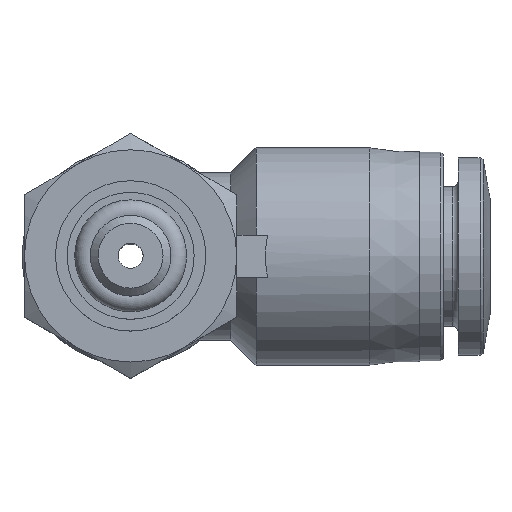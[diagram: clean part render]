
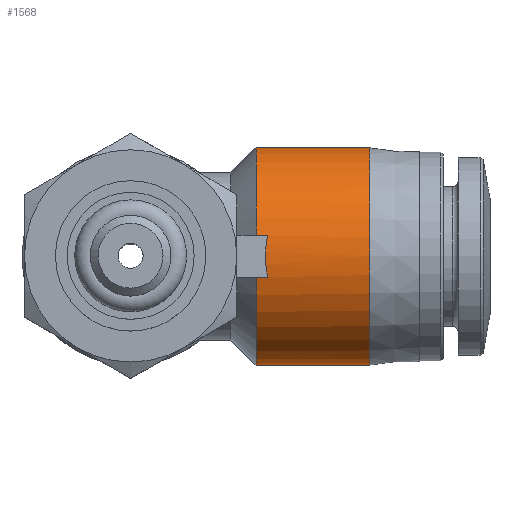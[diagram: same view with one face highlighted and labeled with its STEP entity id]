
A CAD part, top view. The second image highlights one B-rep face of the part: STEP entity #1568.
In plain terms, the highlighted cylindrical face has radius 6.5 mm (diameter 13 mm), a full revolution.
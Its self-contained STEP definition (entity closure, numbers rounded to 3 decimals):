
#56=LINE('',#2271,#80);
#62=LINE('',#2288,#86);
#66=LINE('',#2311,#90);
#68=LINE('',#2320,#92);
#80=VECTOR('',#1830,1000.);
#86=VECTOR('',#1838,1000.);
#90=VECTOR('',#1844,1000.);
#92=VECTOR('',#1848,1000.);
#109=ELLIPSE('',#1694,9.192,6.5);
#110=ELLIPSE('',#1696,9.192,6.5);
#124=CYLINDRICAL_SURFACE('',#1703,6.5);
#174=CIRCLE('',#1702,6.5);
#175=CIRCLE('',#1704,6.5);
#176=CIRCLE('',#1705,6.5);
#367=ORIENTED_EDGE('',*,*,#559,.F.);
#368=ORIENTED_EDGE('',*,*,#554,.T.);
#369=ORIENTED_EDGE('',*,*,#508,.T.);
#370=ORIENTED_EDGE('',*,*,#558,.T.);
#371=ORIENTED_EDGE('',*,*,#515,.T.);
#372=ORIENTED_EDGE('',*,*,#555,.T.);
#373=ORIENTED_EDGE('',*,*,#525,.F.);
#374=ORIENTED_EDGE('',*,*,#560,.T.);
#375=ORIENTED_EDGE('',*,*,#522,.F.);
#508=EDGE_CURVE('',#625,#624,#56,.F.);
#515=EDGE_CURVE('',#631,#630,#62,.T.);
#522=EDGE_CURVE('',#636,#632,#66,.F.);
#525=EDGE_CURVE('',#638,#639,#68,.T.);
#554=EDGE_CURVE('',#636,#625,#109,.F.);
#555=EDGE_CURVE('',#630,#639,#110,.F.);
#558=EDGE_CURVE('',#624,#631,#174,.T.);
#559=EDGE_CURVE('',#664,#664,#175,.T.);
#560=EDGE_CURVE('',#638,#632,#176,.T.);
#624=VERTEX_POINT('',#2270);
#625=VERTEX_POINT('',#2272);
#630=VERTEX_POINT('',#2287);
#631=VERTEX_POINT('',#2289);
#632=VERTEX_POINT('',#2299);
#636=VERTEX_POINT('',#2310);
#638=VERTEX_POINT('',#2319);
#639=VERTEX_POINT('',#2321);
#664=VERTEX_POINT('',#2412);
#792=EDGE_LOOP('',(#367));
#793=EDGE_LOOP('',(#368,#369,#370,#371,#372,#373,#374,#375));
#914=FACE_BOUND('',#792,.T.);
#915=FACE_BOUND('',#793,.T.);
#1568=ADVANCED_FACE('',(#914,#915),#124,.T.);
#1694=AXIS2_PLACEMENT_3D('',#2401,#1957,#1958);
#1696=AXIS2_PLACEMENT_3D('',#2403,#1961,#1962);
#1702=AXIS2_PLACEMENT_3D('',#2409,#1973,#1974);
#1703=AXIS2_PLACEMENT_3D('',#2410,#1975,#1976);
#1704=AXIS2_PLACEMENT_3D('',#2411,#1977,#1978);
#1705=AXIS2_PLACEMENT_3D('',#2413,#1979,#1980);
#1830=DIRECTION('',(1.,0.,0.));
#1838=DIRECTION('',(1.,0.,0.));
#1844=DIRECTION('',(1.,0.,0.));
#1848=DIRECTION('',(1.,0.,0.));
#1957=DIRECTION('',(-0.707,0.,0.707));
#1958=DIRECTION('',(0.707,0.,0.707));
#1961=DIRECTION('',(-0.707,0.,-0.707));
#1962=DIRECTION('',(0.707,0.,-0.707));
#1973=DIRECTION('',(1.,0.,0.));
#1974=DIRECTION('',(0.,0.,-1.));
#1975=DIRECTION('',(1.,0.,0.));
#1976=DIRECTION('',(0.,0.,-1.));
#1977=DIRECTION('',(1.,0.,0.));
#1978=DIRECTION('',(0.,0.,-1.));
#1979=DIRECTION('',(1.,0.,0.));
#1980=DIRECTION('',(0.,0.,-1.));
#2270=CARTESIAN_POINT('',(7.5,1.25,-6.379));
#2271=CARTESIAN_POINT('',(21.5,1.25,-6.379));
#2272=CARTESIAN_POINT('',(8.188,1.25,-6.379));
#2287=CARTESIAN_POINT('',(8.188,1.25,6.379));
#2288=CARTESIAN_POINT('',(21.5,1.25,6.379));
#2289=CARTESIAN_POINT('',(7.5,1.25,6.379));
#2299=CARTESIAN_POINT('',(7.5,-1.25,-6.379));
#2310=CARTESIAN_POINT('',(8.188,-1.25,-6.379));
#2311=CARTESIAN_POINT('',(21.5,-1.25,-6.379));
#2319=CARTESIAN_POINT('',(7.5,-1.25,6.379));
#2320=CARTESIAN_POINT('',(21.5,-1.25,6.379));
#2321=CARTESIAN_POINT('',(8.188,-1.25,6.379));
#2401=CARTESIAN_POINT('',(14.566,0.,0.));
#2403=CARTESIAN_POINT('',(14.566,0.,0.));
#2409=CARTESIAN_POINT('',(7.5,0.,0.));
#2410=CARTESIAN_POINT('',(21.5,0.,0.));
#2411=CARTESIAN_POINT('',(14.3,0.,0.));
#2412=CARTESIAN_POINT('',(14.3,0.,-6.5));
#2413=CARTESIAN_POINT('',(7.5,0.,0.));
